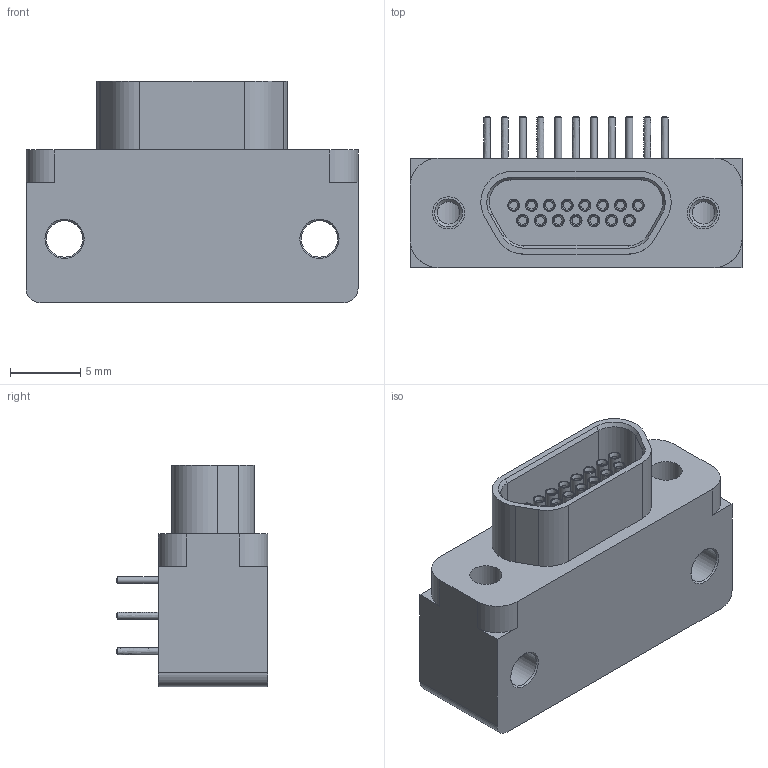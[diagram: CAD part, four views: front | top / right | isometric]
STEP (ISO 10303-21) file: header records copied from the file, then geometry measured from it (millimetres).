
FILE_DESCRIPTION(/* description */ (''),/* implementation_level */ '2;1');
FILE_NAME(/* name */ 'SNP411-15RP31.stp',/* time_stamp */ '2021-02-11T09:07:19+03:00',/* author */ (''),/* organization */ (''),/* preprocessor_version */ 'ST-DEVELOPER v16',/* originating_system */ 'SIEMENS PLM Software NX 10.0',/* authorisation */ '');
FILE_SCHEMA (('AP203_CONFIGURATION_CONTROLLED_3D_DESIGN_OF_MECHANICAL_PARTS_AND_ASSEMBLIES_MIM_LF { 1 0 10303 403 2 1 2}'));
Length unit declared in the file: millimetre
Products named in the file (1): SNP411-15RP31
Bounding box: 23.7 x 10.8 x 15.8 mm (x, y, z)
Volume: 1973.6 mm3; surface area: 1834.5 mm2
Topology: 1 solids, 5 shells, 273 faces, 615 edges, 408 vertices
Faces by surface type: plane 134, cylinder 88, cone 29, bspline 22
Full cylindrical faces by diameter (mm): 0.4 x15, 0.5 x4, 0.54 x11, 0.57 x15, 0.86 x15, 1.6 x2, 2.3 x2, 2.6 x4
Entity records: 19971 total; most frequent: CARTESIAN_POINT 14260, DIRECTION 1054, ORIENTED_EDGE 884, EDGE_LOOP 490, EDGE_CURVE 442, AXIS2_PLACEMENT_3D 425, FACE_BOUND 371, VERTEX_POINT 350
